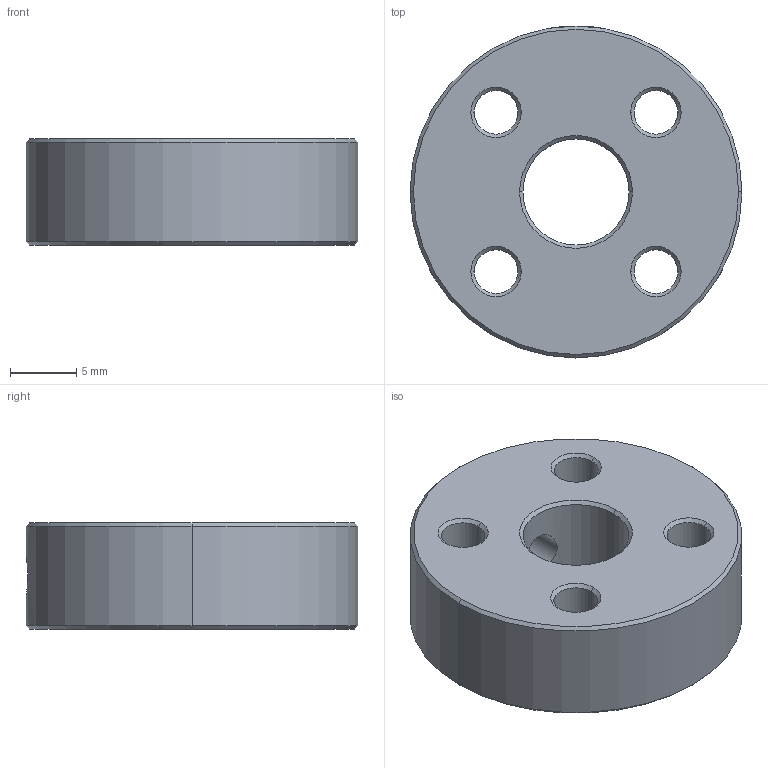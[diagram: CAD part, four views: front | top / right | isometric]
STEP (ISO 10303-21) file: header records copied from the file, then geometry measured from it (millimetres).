
FILE_DESCRIPTION (( 'STEP AP214' ), '1' );
FILE_NAME ('Acoplador-25-eixo8.STEP', '2023-06-16T15:28:27', ( 'Wurs' ), ( '' ), 'SwSTEP 2.0', 'SolidWorks 2022', '' );
FILE_SCHEMA (( 'AUTOMOTIVE_DESIGN' ));
Length unit declared in the file: millimetre
Products named in the file (1): Acoplador-25-eixo8
Bounding box: 25 x 25 x 8 mm (x, y, z)
Volume: 3168.8 mm3; surface area: 2004.1 mm2
Topology: 1 solids, 1 shells, 40 faces, 90 edges, 52 vertices
Faces by surface type: cone 24, cylinder 14, plane 2
Entity records: 1378 total; most frequent: CARTESIAN_POINT 291, DIRECTION 216, ORIENTED_EDGE 180, EDGE_CURVE 90, AXIS2_PLACEMENT_3D 89, VERTEX_POINT 52, EDGE_LOOP 52, CIRCLE 48
